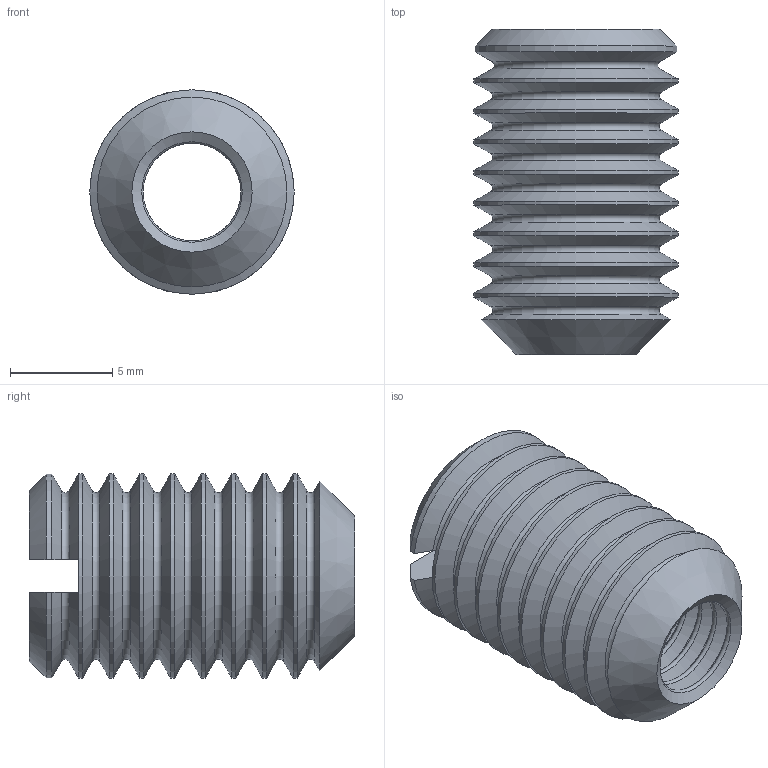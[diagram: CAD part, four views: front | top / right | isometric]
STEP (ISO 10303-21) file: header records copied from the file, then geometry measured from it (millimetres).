
FILE_DESCRIPTION(/* description */ ('Boccola di riduzione M10-M6 lungh. 15 mm'),/* implementation_level */ '2;1');
FILE_NAME(/* name */ 'B51-10-06.stp',/* time_stamp */ '2022-06-17T12:15:08+02:00',/* author */ ('USER'),/* organization */ ('Microsoft'),/* preprocessor_version */ 'ST-DEVELOPER v18.1',/* originating_system */ 'Autodesk Inventor 2021',/* authorisation */ '');
FILE_SCHEMA (('AUTOMOTIVE_DESIGN { 1 0 10303 214 3 1 1 }','AP242_MANAGED_MODEL_BASED_3D_ENGINEERING_MIM_LF { 1 0 10303 442 1 1 4 }'));
Length unit declared in the file: millimetre
Products named in the file (1): B51-10-06
Bounding box: 10 x 15.91 x 10 mm (x, y, z)
Volume: 622.8 mm3; surface area: 1209.5 mm2
Topology: 1 solids, 1 shells, 124 faces, 329 edges, 205 vertices
Faces by surface type: cone 61, torus 28, cylinder 27, plane 8
Full cylindrical faces by diameter (mm): 6 x13, 10 x8
Entity records: 4055 total; most frequent: CARTESIAN_POINT 893, DIRECTION 726, ORIENTED_EDGE 658, EDGE_CURVE 329, AXIS2_PLACEMENT_3D 320, VERTEX_POINT 205, CIRCLE 191, FACE_OUTER_BOUND 124
